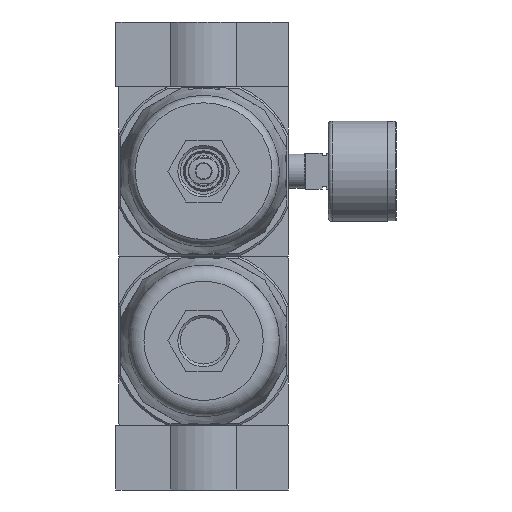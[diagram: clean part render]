
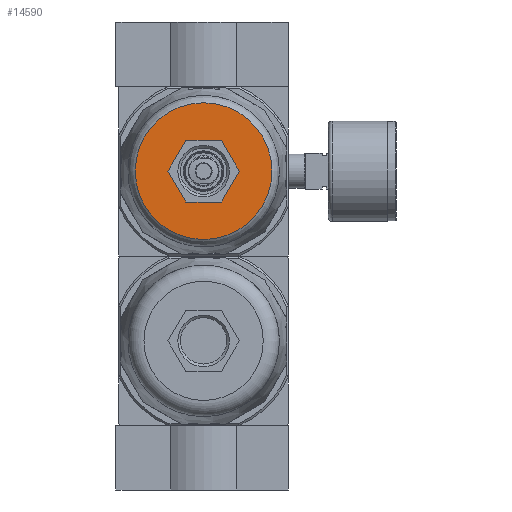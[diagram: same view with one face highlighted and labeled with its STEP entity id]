
A CAD part, front view. The second image highlights one B-rep face of the part: STEP entity #14590.
In plain terms, the highlighted planar face has unit normal (0, -1, 0).
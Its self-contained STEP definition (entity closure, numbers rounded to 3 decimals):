
#1253=CIRCLE('',#20603,26.576);
#3670=ORIENTED_EDGE('',*,*,#6689,.T.);
#3671=ORIENTED_EDGE('',*,*,#6838,.T.);
#3672=ORIENTED_EDGE('',*,*,#6853,.T.);
#3673=ORIENTED_EDGE('',*,*,#6850,.T.);
#3674=ORIENTED_EDGE('',*,*,#6847,.T.);
#3675=ORIENTED_EDGE('',*,*,#6844,.T.);
#3676=ORIENTED_EDGE('',*,*,#6841,.T.);
#6689=EDGE_CURVE('',#8554,#8554,#1253,.F.);
#6838=EDGE_CURVE('',#8637,#8636,#9853,.T.);
#6841=EDGE_CURVE('',#8639,#8637,#9856,.T.);
#6844=EDGE_CURVE('',#8641,#8639,#9859,.T.);
#6847=EDGE_CURVE('',#8643,#8641,#9862,.T.);
#6850=EDGE_CURVE('',#8645,#8643,#9865,.T.);
#6853=EDGE_CURVE('',#8636,#8645,#9868,.T.);
#8554=VERTEX_POINT('',#28088);
#8636=VERTEX_POINT('',#28592);
#8637=VERTEX_POINT('',#28594);
#8639=VERTEX_POINT('',#28600);
#8641=VERTEX_POINT('',#28606);
#8643=VERTEX_POINT('',#28612);
#8645=VERTEX_POINT('',#28618);
#9853=LINE('',#28593,#10819);
#9856=LINE('',#28599,#10822);
#9859=LINE('',#28605,#10825);
#9862=LINE('',#28611,#10828);
#9865=LINE('',#28617,#10831);
#9868=LINE('',#28622,#10834);
#10819=VECTOR('',#23624,1000.);
#10822=VECTOR('',#23629,1000.);
#10825=VECTOR('',#23634,1000.);
#10828=VECTOR('',#23639,1000.);
#10831=VECTOR('',#23644,1000.);
#10834=VECTOR('',#23649,1000.);
#11884=EDGE_LOOP('',(#3670));
#11885=EDGE_LOOP('',(#3671,#3672,#3673,#3674,#3675,#3676));
#13075=FACE_BOUND('',#11884,.T.);
#13076=FACE_BOUND('',#11885,.T.);
#13933=PLANE('',#20700);
#14590=ADVANCED_FACE('',(#13075,#13076),#13933,.F.);
#20603=AXIS2_PLACEMENT_3D('',#28087,#23368,#23369);
#20700=AXIS2_PLACEMENT_3D('',#28623,#23650,#23651);
#23368=DIRECTION('',(0.,1.,0.));
#23369=DIRECTION('',(0.,0.,1.));
#23624=DIRECTION('',(0.,0.,1.));
#23629=DIRECTION('',(-0.866,0.,0.5));
#23634=DIRECTION('',(-0.866,0.,-0.5));
#23639=DIRECTION('',(0.,0.,-1.));
#23644=DIRECTION('',(0.866,0.,-0.5));
#23649=DIRECTION('',(0.866,0.,0.5));
#23650=DIRECTION('',(0.,1.,0.));
#23651=DIRECTION('',(0.,0.,1.));
#28087=CARTESIAN_POINT('',(0.,-164.,0.));
#28088=CARTESIAN_POINT('',(0.,-164.,26.576));
#28592=CARTESIAN_POINT('',(-12.,-164.,6.928));
#28593=CARTESIAN_POINT('',(-12.,-164.,-6.928));
#28594=CARTESIAN_POINT('',(-12.,-164.,-6.928));
#28599=CARTESIAN_POINT('',(0.,-164.,-13.856));
#28600=CARTESIAN_POINT('',(0.,-164.,-13.856));
#28605=CARTESIAN_POINT('',(12.,-164.,-6.928));
#28606=CARTESIAN_POINT('',(12.,-164.,-6.928));
#28611=CARTESIAN_POINT('',(12.,-164.,6.928));
#28612=CARTESIAN_POINT('',(12.,-164.,6.928));
#28617=CARTESIAN_POINT('',(0.,-164.,13.856));
#28618=CARTESIAN_POINT('',(0.,-164.,13.856));
#28622=CARTESIAN_POINT('',(-12.,-164.,6.928));
#28623=CARTESIAN_POINT('',(0.,-164.,0.));
